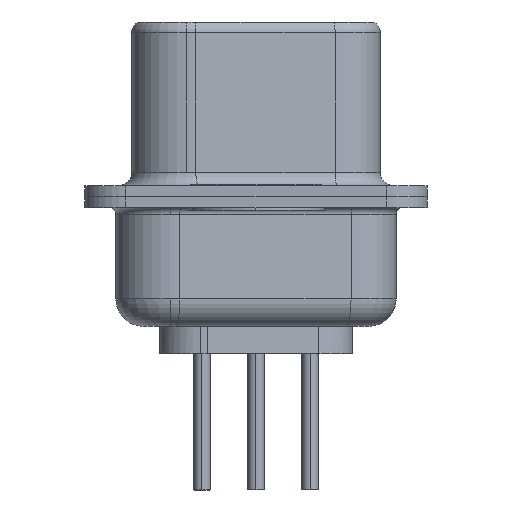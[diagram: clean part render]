
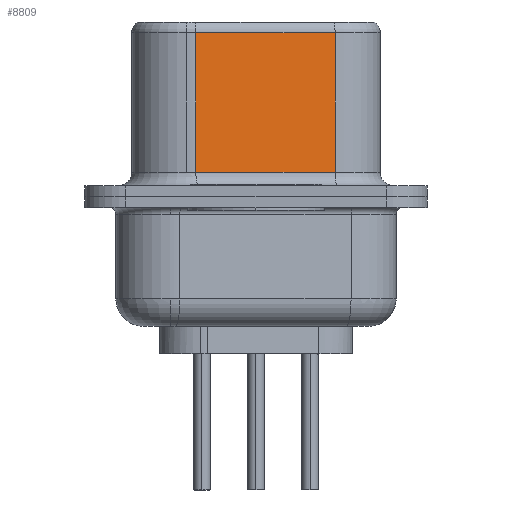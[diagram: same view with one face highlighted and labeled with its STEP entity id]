
A CAD part, left-side view. The second image highlights one B-rep face of the part: STEP entity #8809.
In plain terms, the highlighted planar face has unit normal (-0.985, -0.174, 0).
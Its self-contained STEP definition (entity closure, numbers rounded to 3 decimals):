
#2048 = FACE_OUTER_BOUND ( 'NONE', #24719, .T. ) ;
#2157 = CARTESIAN_POINT ( 'NONE',  ( 4.515, -2.897, 6.5 ) ) ;
#2986 = CARTESIAN_POINT ( 'NONE',  ( 3.615, 2.203, 0.9 ) ) ;
#4116 = LINE ( 'NONE', #10084, #10572 ) ;
#4192 = VECTOR ( 'NONE', #10086, 1000. ) ;
#5151 = ORIENTED_EDGE ( 'NONE', *, *, #10390, .T. ) ;
#8348 = EDGE_CURVE ( 'NONE', #11743, #24431, #21443, .T. ) ;
#8731 = ORIENTED_EDGE ( 'NONE', *, *, #8348, .T. ) ;
#8809 = ADVANCED_FACE ( 'NONE', ( #2048 ), #10231, .F. ) ;
#9784 = DIRECTION ( 'NONE',  ( -0.174, 0.985, 0. ) ) ;
#10084 = CARTESIAN_POINT ( 'NONE',  ( 3.615, 2.203, 6.5 ) ) ;
#10086 = DIRECTION ( 'NONE',  ( 0., 0., -1. ) ) ;
#10231 = PLANE ( 'NONE',  #16889 ) ;
#10390 = EDGE_CURVE ( 'NONE', #21884, #11743, #4116, .T. ) ;
#10572 = VECTOR ( 'NONE', #20067, 1000. ) ;
#11105 = VECTOR ( 'NONE', #17544, 1000. ) ;
#11743 = VERTEX_POINT ( 'NONE', #2986 ) ;
#14040 = CARTESIAN_POINT ( 'NONE',  ( 4.515, -2.897, 6. ) ) ;
#14709 = CARTESIAN_POINT ( 'NONE',  ( 4.515, -2.897, 6. ) ) ;
#15472 = CARTESIAN_POINT ( 'NONE',  ( 4.515, -2.897, 0.9 ) ) ;
#15521 = CARTESIAN_POINT ( 'NONE',  ( 4.515, -2.897, 0.9 ) ) ;
#15883 = ORIENTED_EDGE ( 'NONE', *, *, #23326, .F. ) ;
#16049 = DIRECTION ( 'NONE',  ( -0.174, 0.985, 0. ) ) ;
#16889 = AXIS2_PLACEMENT_3D ( 'NONE', #23580, #18122, #16049 ) ;
#17544 = DIRECTION ( 'NONE',  ( 0.174, -0.985, 0. ) ) ;
#18122 = DIRECTION ( 'NONE',  ( 0.985, 0.174, 0. ) ) ;
#18777 = VERTEX_POINT ( 'NONE', #14709 ) ;
#18981 = LINE ( 'NONE', #14040, #23672 ) ;
#19948 = EDGE_CURVE ( 'NONE', #18777, #21884, #18981, .T. ) ;
#20067 = DIRECTION ( 'NONE',  ( 0., 0., -1. ) ) ;
#21443 = LINE ( 'NONE', #15472, #11105 ) ;
#21747 = LINE ( 'NONE', #2157, #4192 ) ;
#21884 = VERTEX_POINT ( 'NONE', #24384 ) ;
#23326 = EDGE_CURVE ( 'NONE', #18777, #24431, #21747, .T. ) ;
#23574 = ORIENTED_EDGE ( 'NONE', *, *, #19948, .T. ) ;
#23580 = CARTESIAN_POINT ( 'NONE',  ( 4.515, -2.897, 6.5 ) ) ;
#23672 = VECTOR ( 'NONE', #9784, 1000. ) ;
#24384 = CARTESIAN_POINT ( 'NONE',  ( 3.615, 2.203, 6. ) ) ;
#24431 = VERTEX_POINT ( 'NONE', #15521 ) ;
#24719 = EDGE_LOOP ( 'NONE', ( #15883, #23574, #5151, #8731 ) ) ;
